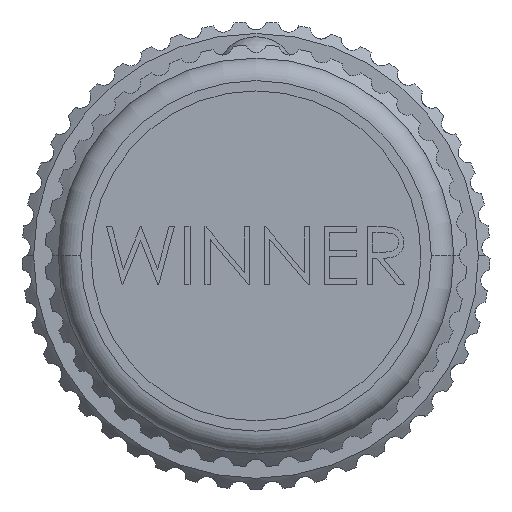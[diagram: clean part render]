
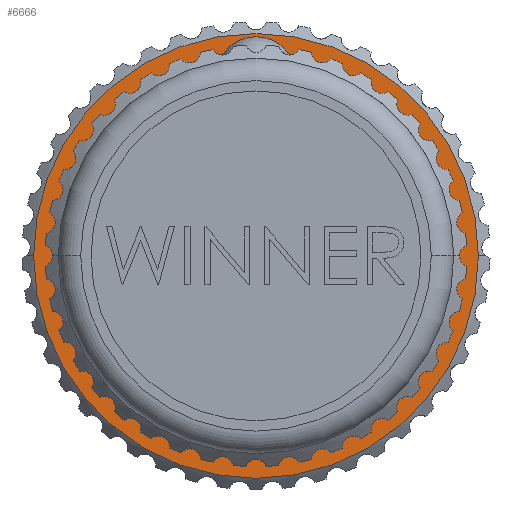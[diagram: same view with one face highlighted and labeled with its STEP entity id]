
A CAD part, left-side view. The second image highlights one B-rep face of the part: STEP entity #6666.
In plain terms, the highlighted planar face has unit normal (-1, 0, 0).
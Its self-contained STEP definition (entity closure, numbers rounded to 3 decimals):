
#439 = CIRCLE ( 'NONE', #1408, 15.3 ) ;
#887 = PLANE ( 'NONE',  #21920 ) ;
#1408 = AXIS2_PLACEMENT_3D ( 'NONE', #15889, #11304, #22351 ) ;
#3063 = FACE_BOUND ( 'NONE', #7296, .T. ) ;
#3819 = VERTEX_POINT ( 'NONE', #25852 ) ;
#4473 = EDGE_CURVE ( 'NONE', #23192, #3819, #439, .T. ) ;
#5137 = CARTESIAN_POINT ( 'NONE',  ( -7.9, 0., 0. ) ) ;
#5368 = DIRECTION ( 'NONE',  ( 0., 0., -1. ) ) ;
#5572 = ORIENTED_EDGE ( 'NONE', *, *, #22046, .T. ) ;
#6666 = ADVANCED_FACE ( 'NONE', ( #3063, #26024 ), #887, .T. ) ;
#7296 = EDGE_LOOP ( 'NONE', ( #9262, #5572 ) ) ;
#7534 = CARTESIAN_POINT ( 'NONE',  ( -7.9, 0., 0. ) ) ;
#7731 = DIRECTION ( 'NONE',  ( 1., 0., 0. ) ) ;
#9262 = ORIENTED_EDGE ( 'NONE', *, *, #10166, .T. ) ;
#9439 = AXIS2_PLACEMENT_3D ( 'NONE', #7534, #7731, #5368 ) ;
#9633 = VERTEX_POINT ( 'NONE', #21381 ) ;
#9845 = CARTESIAN_POINT ( 'NONE',  ( -7.9, 0., 0. ) ) ;
#10166 = EDGE_CURVE ( 'NONE', #22898, #9633, #14382, .T. ) ;
#11304 = DIRECTION ( 'NONE',  ( -1., 0., 0. ) ) ;
#11916 = DIRECTION ( 'NONE',  ( -1., 0., 0. ) ) ;
#11980 = EDGE_LOOP ( 'NONE', ( #12487, #12916 ) ) ;
#12487 = ORIENTED_EDGE ( 'NONE', *, *, #4473, .T. ) ;
#12808 = DIRECTION ( 'NONE',  ( 1., 0., 0. ) ) ;
#12916 = ORIENTED_EDGE ( 'NONE', *, *, #27853, .T. ) ;
#13999 = DIRECTION ( 'NONE',  ( -1., 0., 0. ) ) ;
#14382 = CIRCLE ( 'NONE', #9439, 10.038 ) ;
#15010 = CIRCLE ( 'NONE', #16188, 15.3 ) ;
#15889 = CARTESIAN_POINT ( 'NONE',  ( -7.9, 0., 0. ) ) ;
#16106 = AXIS2_PLACEMENT_3D ( 'NONE', #26034, #12808, #17145 ) ;
#16188 = AXIS2_PLACEMENT_3D ( 'NONE', #5137, #11916, #18537 ) ;
#16513 = DIRECTION ( 'NONE',  ( 0., -1., 0. ) ) ;
#17145 = DIRECTION ( 'NONE',  ( 0., 0., -1. ) ) ;
#18537 = DIRECTION ( 'NONE',  ( 0., -1., 0. ) ) ;
#19893 = CARTESIAN_POINT ( 'NONE',  ( -7.9, 0., -10.038 ) ) ;
#21381 = CARTESIAN_POINT ( 'NONE',  ( -7.9, 0., 10.038 ) ) ;
#21920 = AXIS2_PLACEMENT_3D ( 'NONE', #9845, #13999, #16513 ) ;
#22046 = EDGE_CURVE ( 'NONE', #9633, #22898, #28484, .T. ) ;
#22351 = DIRECTION ( 'NONE',  ( 0., -1., 0. ) ) ;
#22898 = VERTEX_POINT ( 'NONE', #19893 ) ;
#23192 = VERTEX_POINT ( 'NONE', #28438 ) ;
#25852 = CARTESIAN_POINT ( 'NONE',  ( -7.9, -15.3, 0. ) ) ;
#26024 = FACE_OUTER_BOUND ( 'NONE', #11980, .T. ) ;
#26034 = CARTESIAN_POINT ( 'NONE',  ( -7.9, 0., 0. ) ) ;
#27853 = EDGE_CURVE ( 'NONE', #3819, #23192, #15010, .T. ) ;
#28438 = CARTESIAN_POINT ( 'NONE',  ( -7.9, 15.3, 0. ) ) ;
#28484 = CIRCLE ( 'NONE', #16106, 10.038 ) ;
